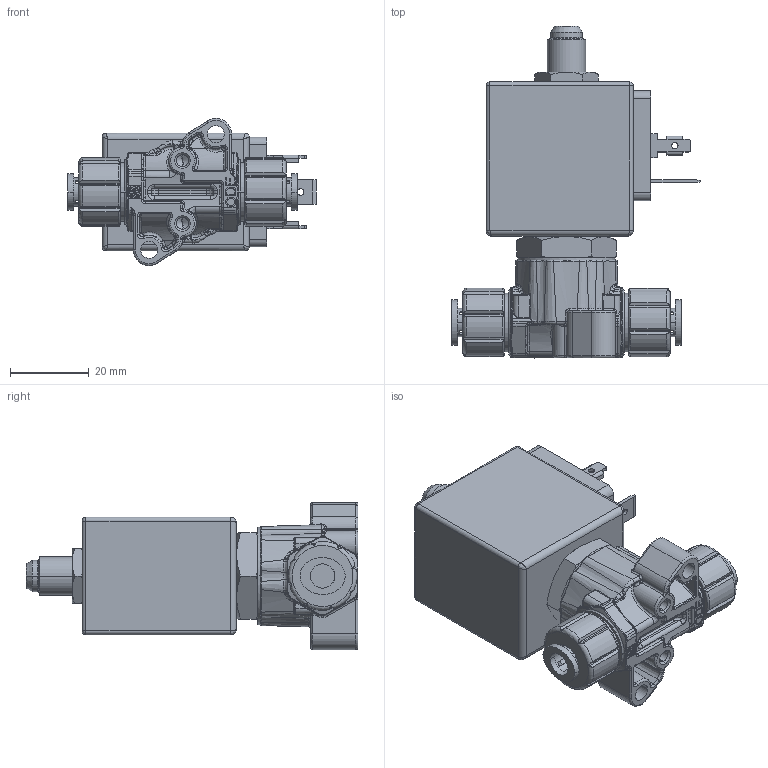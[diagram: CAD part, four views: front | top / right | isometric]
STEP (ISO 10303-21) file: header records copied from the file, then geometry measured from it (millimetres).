
FILE_DESCRIPTION((''),'2;1');
FILE_NAME('31AP6A1VXX-T0_ING_ASM','2018-02-07T11:04:29',('mmuletta'),('O.D.E.'),'CREO PARAMETRIC BY PTC INC, 2017110','CREO PARAMETRIC BY PTC INC, 2017110','');
FILE_SCHEMA(('CONFIG_CONTROL_DESIGN','SHAPE_APPEARANCE_LAYERS_GROUPS'));
Products named in the file (12): 450AP6_ING_AF0; 450601_A_ING; 451254_ING_AF0; 451253_ING_ASM; 451830_ING_ASM; 452571_AF0; 450146; 453357; 992357; BOBINA_SERIE_BD; BOBINA_SERIE_BD_ING_ASM; 31AP6A1VXX-T0_ING_ASM
Assembly tree (13 placements, depth 4):
  31AP6A1VXX-T0_ING_ASM
    450AP6_ING_AF0
    451830_ING_ASM
      450601_A_ING
      451253_ING_ASM
        451254_ING_AF0
    452571_AF0
    450146
    453357  x2
    992357  x2
    BOBINA_SERIE_BD_ING_ASM
      BOBINA_SERIE_BD
Bounding box: 63.35 x 84.55 x 37.47 mm (x, y, z)
Volume: 72017.5 mm3; surface area: 27004.4 mm2
Topology: 10 solids, 22 shells, 1290 faces, 3166 edges, 1947 vertices
Faces by surface type: plane 467, cylinder 294, bspline 267, torus 129, cone 111, sphere 14, extrusion 8
Entity records: 57402 total; most frequent: CARTESIAN_POINT 21305, ORIENTED_EDGE 5740, DIRECTION 5111, PRESENTATION_STYLE_ASSIGNMENT 2973, STYLED_ITEM 2911, CURVE_STYLE 2892, EDGE_CURVE 2892, AXIS2_PLACEMENT_3D 1949
